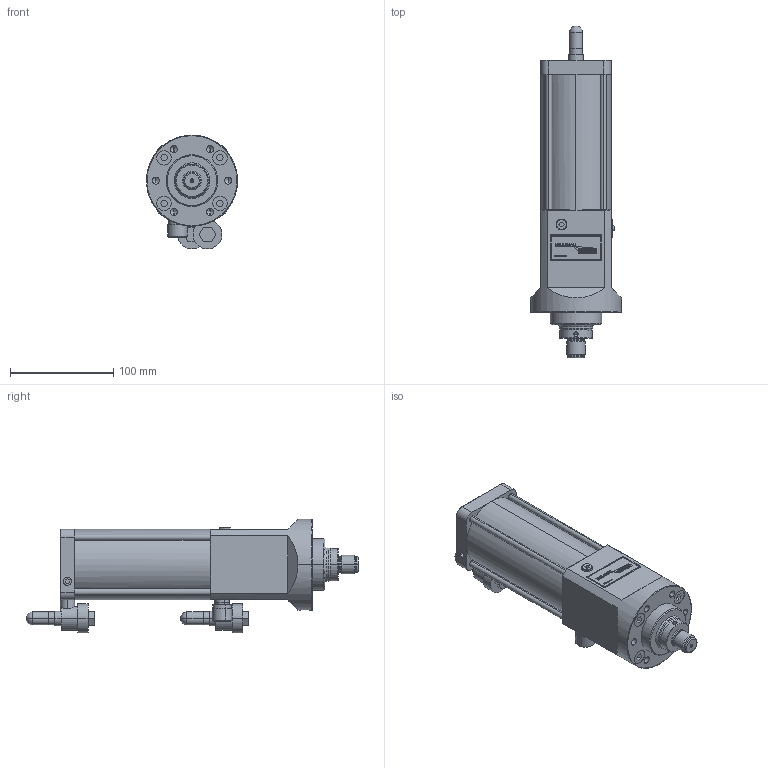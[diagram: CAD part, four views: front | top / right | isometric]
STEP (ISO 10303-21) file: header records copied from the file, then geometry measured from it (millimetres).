
FILE_DESCRIPTION (( 'STEP AP203' ), '1' );
FILE_NAME ('KC 5.STEP', '2017-12-14T09:48:32', ( 'Meuleman' ), ( '' ), 'SwSTEP 2.0', 'SolidWorks 2016', '' );
FILE_SCHEMA (( 'CONFIG_CONTROL_DESIGN' ));
Length unit declared in the file: millimetre
Products named in the file (1): KC 5
Bounding box: 88 x 321 x 110 mm (x, y, z)
Volume: 1109973.4 mm3; surface area: 106130.1 mm2
Topology: 6 solids, 6 shells, 1054 faces, 2670 edges, 1726 vertices
Faces by surface type: plane 664, bspline 166, cylinder 148, cone 60, torus 16
Entity records: 39627 total; most frequent: CARTESIAN_POINT 15215, ORIENTED_EDGE 5284, DIRECTION 4418, EDGE_CURVE 2642, VECTOR 1888, LINE 1888, VERTEX_POINT 1726, AXIS2_PLACEMENT_3D 1265
